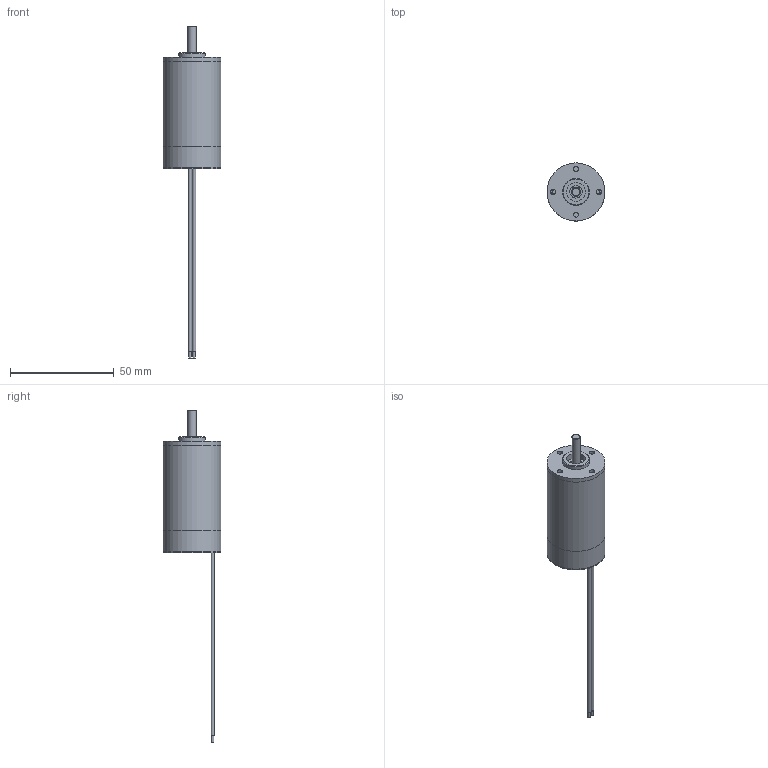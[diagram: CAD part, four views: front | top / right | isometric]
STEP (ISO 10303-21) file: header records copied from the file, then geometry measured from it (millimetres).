
FILE_DESCRIPTION (( 'STEP AP203' ), '1' );
FILE_NAME ('ECD2854 3D芞.STEP', '2025-12-03T09:57:44', ( 'Windows 蚚誧' ), ( 'Organization' ), 'SwSTEP 2.0', 'SolidWorks 2020', '' );
FILE_SCHEMA (( 'CONFIG_CONTROL_DESIGN' ));
Length unit declared in the file: millimetre
Products named in the file (10): 01.02.0122 綴傷裔; 01.06.0020 粣創NMB-1240ZZ; 01.10.0348 粣; ECD2854 3Dͼ; 05.01.0075 驱动板 VS-MD-25NT V1.0（新唐芯片）; 01.06.0001 粣創NMB-1340ZZ; 01.01.0333 ヶ傷裔; 01.14.0126 傷赽盄; 01.07.0078 儂褲; 01.02.0025 綴傷裔
Assembly tree (9 placements, depth 2):
  ECD2854 3Dͼ
    01.07.0078 儂褲
    01.02.0122 綴傷裔
    01.10.0348 粣
    01.01.0333 ヶ傷裔
    01.06.0001 粣創NMB-1340ZZ
    05.01.0075 驱动板 VS-MD-25NT V1.0（新唐芯片）
    01.02.0025 綴傷裔
    01.06.0020 粣創NMB-1240ZZ
    01.14.0126 傷赽盄
Bounding box: 28 x 28 x 160.3 mm (x, y, z)
Volume: 12825.9 mm3; surface area: 18623.7 mm2
Topology: 10 solids, 10 shells, 159 faces, 330 edges, 219 vertices
Faces by surface type: plane 77, cylinder 61, torus 13, cone 8
Full cylindrical faces by diameter (mm): 1.2 x4, 1.6 x2, 2.05 x2, 2.5 x6, 4 x3, 5.62 x2, 5.97 x2, 7 x1, 9 x1, 9.99 x2, 11.22 x2, 12 x2, 13 x3, 15.8 x1, 25 x1, 25.5 x2, 26 x3, 26.3 x2, 26.5 x2, 26.6 x1, 26.8 x1, 28 x4
Entity records: 4890 total; most frequent: DIRECTION 732, CARTESIAN_POINT 626, ORIENTED_EDGE 486, AXIS2_PLACEMENT_3D 322, EDGE_LOOP 285, EDGE_CURVE 243, FACE_OUTER_BOUND 221, VERTEX_POINT 200
